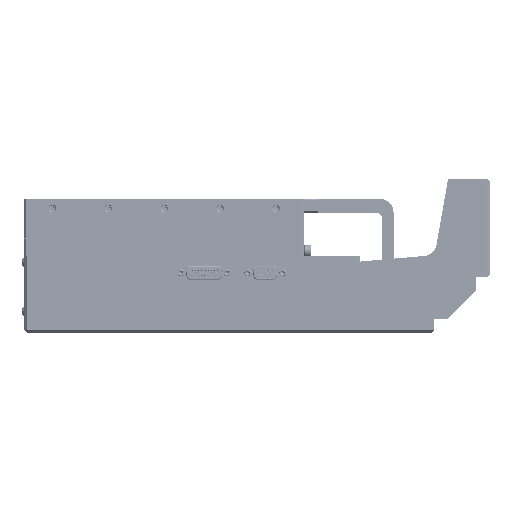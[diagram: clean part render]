
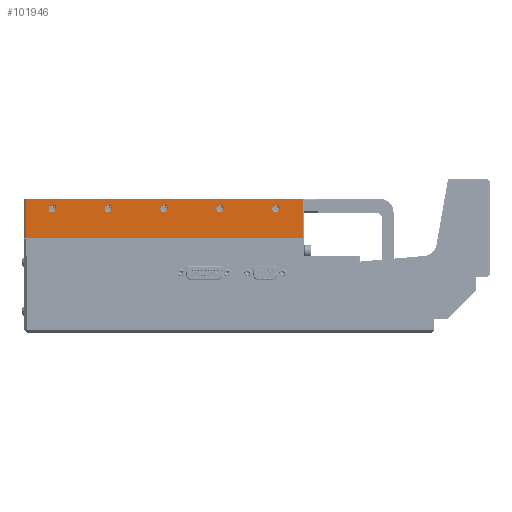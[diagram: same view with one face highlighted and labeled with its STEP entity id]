
A CAD part, left-side view. The second image highlights one B-rep face of the part: STEP entity #101946.
In plain terms, the highlighted planar face has unit normal (-1, 0, 0).
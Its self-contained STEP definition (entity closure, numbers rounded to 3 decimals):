
#882 = ORIENTED_EDGE ( 'NONE', *, *, #90444, .F. ) ;
#1555 = ORIENTED_EDGE ( 'NONE', *, *, #125139, .F. ) ;
#1814 = VERTEX_POINT ( 'NONE', #106689 ) ;
#2200 = VERTEX_POINT ( 'NONE', #76786 ) ;
#2949 = EDGE_CURVE ( 'NONE', #60440, #1814, #96218, .T. ) ;
#4392 = VECTOR ( 'NONE', #71069, 1000. ) ;
#4833 = AXIS2_PLACEMENT_3D ( 'NONE', #119893, #23998, #83615 ) ;
#5751 = CARTESIAN_POINT ( 'NONE',  ( 15., 134., 95.5 ) ) ;
#7709 = CARTESIAN_POINT ( 'NONE',  ( 15., 332., 68. ) ) ;
#8481 = LINE ( 'NONE', #7709, #43215 ) ;
#9103 = DIRECTION ( 'NONE',  ( 0., 1., 0. ) ) ;
#16988 = ORIENTED_EDGE ( 'NONE', *, *, #81229, .F. ) ;
#21175 = CARTESIAN_POINT ( 'NONE',  ( 15., 313., 89. ) ) ;
#21844 = VERTEX_POINT ( 'NONE', #137083 ) ;
#22929 = CARTESIAN_POINT ( 'NONE',  ( 15., 145.071, 95.5 ) ) ;
#23998 = DIRECTION ( 'NONE',  ( -1., 0., 0. ) ) ;
#25825 = CARTESIAN_POINT ( 'NONE',  ( 15., 153., 89. ) ) ;
#26105 = DIRECTION ( 'NONE',  ( 0., 1., 0. ) ) ;
#26264 = CARTESIAN_POINT ( 'NONE',  ( 15., 193., 89. ) ) ;
#26600 = DIRECTION ( 'NONE',  ( -1., 0., 0. ) ) ;
#27012 = CIRCLE ( 'NONE', #117036, 2.7 ) ;
#32558 = CARTESIAN_POINT ( 'NONE',  ( 15., 195.7, 89. ) ) ;
#33487 = ORIENTED_EDGE ( 'NONE', *, *, #69412, .F. ) ;
#37187 = DIRECTION ( 'NONE',  ( 0., 1., 0. ) ) ;
#39049 = EDGE_LOOP ( 'NONE', ( #41846, #114133, #64877, #131397 ) ) ;
#39742 = EDGE_CURVE ( 'NONE', #107443, #158862, #79592, .T. ) ;
#41613 = CIRCLE ( 'NONE', #121391, 2.7 ) ;
#41846 = ORIENTED_EDGE ( 'NONE', *, *, #80523, .F. ) ;
#42292 = EDGE_LOOP ( 'NONE', ( #1555, #155406 ) ) ;
#42837 = CARTESIAN_POINT ( 'NONE',  ( 15., 313., 89. ) ) ;
#43215 = VECTOR ( 'NONE', #56818, 1000. ) ;
#45240 = CARTESIAN_POINT ( 'NONE',  ( 15., 332., 68. ) ) ;
#45972 = CARTESIAN_POINT ( 'NONE',  ( 15., 273., 89. ) ) ;
#47091 = DIRECTION ( 'NONE',  ( 0., 1., 0. ) ) ;
#47464 = CARTESIAN_POINT ( 'NONE',  ( 15., 233., 80. ) ) ;
#47753 = EDGE_CURVE ( 'NONE', #121267, #118577, #130803, .T. ) ;
#49862 = DIRECTION ( 'NONE',  ( 0., 0., 1. ) ) ;
#50574 = LINE ( 'NONE', #124673, #135824 ) ;
#51218 = CIRCLE ( 'NONE', #118143, 2.7 ) ;
#52962 = VERTEX_POINT ( 'NONE', #120872 ) ;
#56327 = ORIENTED_EDGE ( 'NONE', *, *, #39742, .F. ) ;
#56476 = DIRECTION ( 'NONE',  ( 0., 1., 0. ) ) ;
#56597 = DIRECTION ( 'NONE',  ( -1., 0., 0. ) ) ;
#56818 = DIRECTION ( 'NONE',  ( 0., 0., -1. ) ) ;
#57243 = VERTEX_POINT ( 'NONE', #81494 ) ;
#57931 = AXIS2_PLACEMENT_3D ( 'NONE', #67772, #116910, #105674 ) ;
#58361 = ORIENTED_EDGE ( 'NONE', *, *, #58851, .F. ) ;
#58851 = EDGE_CURVE ( 'NONE', #57243, #95220, #84594, .T. ) ;
#60321 = FACE_OUTER_BOUND ( 'NONE', #39049, .T. ) ;
#60440 = VERTEX_POINT ( 'NONE', #5751 ) ;
#64877 = ORIENTED_EDGE ( 'NONE', *, *, #2949, .T. ) ;
#65932 = EDGE_CURVE ( 'NONE', #1814, #107804, #8481, .T. ) ;
#66549 = AXIS2_PLACEMENT_3D ( 'NONE', #155086, #132445, #47091 ) ;
#67772 = CARTESIAN_POINT ( 'NONE',  ( 15., 233., 89. ) ) ;
#67899 = DIRECTION ( 'NONE',  ( -1., 0., 0. ) ) ;
#69412 = EDGE_CURVE ( 'NONE', #85497, #52962, #41613, .T. ) ;
#69477 = AXIS2_PLACEMENT_3D ( 'NONE', #26264, #137375, #86650 ) ;
#71069 = DIRECTION ( 'NONE',  ( 0., 0., 1. ) ) ;
#71645 = FACE_BOUND ( 'NONE', #133679, .T. ) ;
#76786 = CARTESIAN_POINT ( 'NONE',  ( 15., 134., 68. ) ) ;
#78892 = VERTEX_POINT ( 'NONE', #110075 ) ;
#79074 = DIRECTION ( 'NONE',  ( 0., 1., 0. ) ) ;
#79592 = CIRCLE ( 'NONE', #110413, 2.7 ) ;
#80523 = EDGE_CURVE ( 'NONE', #2200, #107804, #50574, .T. ) ;
#81229 = EDGE_CURVE ( 'NONE', #52962, #85497, #51218, .T. ) ;
#81494 = CARTESIAN_POINT ( 'NONE',  ( 15., 235.7, 89. ) ) ;
#81557 = CARTESIAN_POINT ( 'NONE',  ( 15., 134., 92. ) ) ;
#82120 = CARTESIAN_POINT ( 'NONE',  ( 15., 270.3, 89. ) ) ;
#83126 = AXIS2_PLACEMENT_3D ( 'NONE', #45972, #105614, #56476 ) ;
#83251 = EDGE_CURVE ( 'NONE', #158862, #107443, #154372, .T. ) ;
#83615 = DIRECTION ( 'NONE',  ( 0., 1., 0. ) ) ;
#83706 = DIRECTION ( 'NONE',  ( -1., 0., 0. ) ) ;
#84594 = CIRCLE ( 'NONE', #66549, 2.7 ) ;
#85497 = VERTEX_POINT ( 'NONE', #125042 ) ;
#86062 = FACE_BOUND ( 'NONE', #127007, .T. ) ;
#86192 = CIRCLE ( 'NONE', #57931, 2.7 ) ;
#86650 = DIRECTION ( 'NONE',  ( 0., 1., 0. ) ) ;
#87749 = EDGE_CURVE ( 'NONE', #118577, #121267, #152614, .T. ) ;
#89936 = CARTESIAN_POINT ( 'NONE',  ( 15., 275.7, 89. ) ) ;
#90444 = EDGE_CURVE ( 'NONE', #95220, #57243, #86192, .T. ) ;
#93651 = LINE ( 'NONE', #81557, #4392 ) ;
#95220 = VERTEX_POINT ( 'NONE', #156951 ) ;
#96218 = LINE ( 'NONE', #22929, #159066 ) ;
#98414 = CARTESIAN_POINT ( 'NONE',  ( 15., 193., 89. ) ) ;
#99710 = DIRECTION ( 'NONE',  ( 0., 1., 0. ) ) ;
#99928 = DIRECTION ( 'NONE',  ( 0., 1., 0. ) ) ;
#101946 = ADVANCED_FACE ( 'NONE', ( #60321, #109469, #71645, #123177, #86062, #114044 ), #136029, .T. ) ;
#105614 = DIRECTION ( 'NONE',  ( -1., 0., 0. ) ) ;
#105674 = DIRECTION ( 'NONE',  ( 0., 1., 0. ) ) ;
#106689 = CARTESIAN_POINT ( 'NONE',  ( 15., 332., 95.5 ) ) ;
#107443 = VERTEX_POINT ( 'NONE', #32558 ) ;
#107804 = VERTEX_POINT ( 'NONE', #45240 ) ;
#109469 = FACE_BOUND ( 'NONE', #42292, .T. ) ;
#110075 = CARTESIAN_POINT ( 'NONE',  ( 15., 315.7, 89. ) ) ;
#110413 = AXIS2_PLACEMENT_3D ( 'NONE', #98414, #112909, #37187 ) ;
#110994 = ORIENTED_EDGE ( 'NONE', *, *, #87749, .F. ) ;
#112909 = DIRECTION ( 'NONE',  ( -1., 0., 0. ) ) ;
#114044 = FACE_BOUND ( 'NONE', #119542, .T. ) ;
#114133 = ORIENTED_EDGE ( 'NONE', *, *, #129795, .T. ) ;
#116910 = DIRECTION ( 'NONE',  ( -1., 0., 0. ) ) ;
#117036 = AXIS2_PLACEMENT_3D ( 'NONE', #21175, #67899, #9103 ) ;
#118143 = AXIS2_PLACEMENT_3D ( 'NONE', #25825, #26600, #99928 ) ;
#118577 = VERTEX_POINT ( 'NONE', #82120 ) ;
#119050 = ORIENTED_EDGE ( 'NONE', *, *, #83251, .F. ) ;
#119542 = EDGE_LOOP ( 'NONE', ( #16988, #33487 ) ) ;
#119893 = CARTESIAN_POINT ( 'NONE',  ( 15., 273., 89. ) ) ;
#120872 = CARTESIAN_POINT ( 'NONE',  ( 15., 155.7, 89. ) ) ;
#120883 = ORIENTED_EDGE ( 'NONE', *, *, #47753, .F. ) ;
#121267 = VERTEX_POINT ( 'NONE', #89936 ) ;
#121391 = AXIS2_PLACEMENT_3D ( 'NONE', #138788, #56597, #126722 ) ;
#123177 = FACE_BOUND ( 'NONE', #138235, .T. ) ;
#124673 = CARTESIAN_POINT ( 'NONE',  ( 15., 333., 68. ) ) ;
#125042 = CARTESIAN_POINT ( 'NONE',  ( 15., 150.3, 89. ) ) ;
#125139 = EDGE_CURVE ( 'NONE', #78892, #21844, #27012, .T. ) ;
#126608 = EDGE_CURVE ( 'NONE', #21844, #78892, #127280, .T. ) ;
#126722 = DIRECTION ( 'NONE',  ( 0., 1., 0. ) ) ;
#127007 = EDGE_LOOP ( 'NONE', ( #56327, #119050 ) ) ;
#127280 = CIRCLE ( 'NONE', #153050, 2.7 ) ;
#128127 = AXIS2_PLACEMENT_3D ( 'NONE', #47464, #83706, #49862 ) ;
#129795 = EDGE_CURVE ( 'NONE', #2200, #60440, #93651, .T. ) ;
#130803 = CIRCLE ( 'NONE', #4833, 2.7 ) ;
#131397 = ORIENTED_EDGE ( 'NONE', *, *, #65932, .T. ) ;
#132445 = DIRECTION ( 'NONE',  ( -1., 0., 0. ) ) ;
#133679 = EDGE_LOOP ( 'NONE', ( #120883, #110994 ) ) ;
#135824 = VECTOR ( 'NONE', #99710, 1000. ) ;
#136029 = PLANE ( 'NONE',  #128127 ) ;
#137083 = CARTESIAN_POINT ( 'NONE',  ( 15., 310.3, 89. ) ) ;
#137375 = DIRECTION ( 'NONE',  ( -1., 0., 0. ) ) ;
#138235 = EDGE_LOOP ( 'NONE', ( #58361, #882 ) ) ;
#138788 = CARTESIAN_POINT ( 'NONE',  ( 15., 153., 89. ) ) ;
#152614 = CIRCLE ( 'NONE', #83126, 2.7 ) ;
#153050 = AXIS2_PLACEMENT_3D ( 'NONE', #42837, #154007, #79074 ) ;
#154007 = DIRECTION ( 'NONE',  ( -1., 0., 0. ) ) ;
#154372 = CIRCLE ( 'NONE', #69477, 2.7 ) ;
#155086 = CARTESIAN_POINT ( 'NONE',  ( 15., 233., 89. ) ) ;
#155406 = ORIENTED_EDGE ( 'NONE', *, *, #126608, .F. ) ;
#156951 = CARTESIAN_POINT ( 'NONE',  ( 15., 230.3, 89. ) ) ;
#157015 = CARTESIAN_POINT ( 'NONE',  ( 15., 190.3, 89. ) ) ;
#158862 = VERTEX_POINT ( 'NONE', #157015 ) ;
#159066 = VECTOR ( 'NONE', #26105, 1000. ) ;
